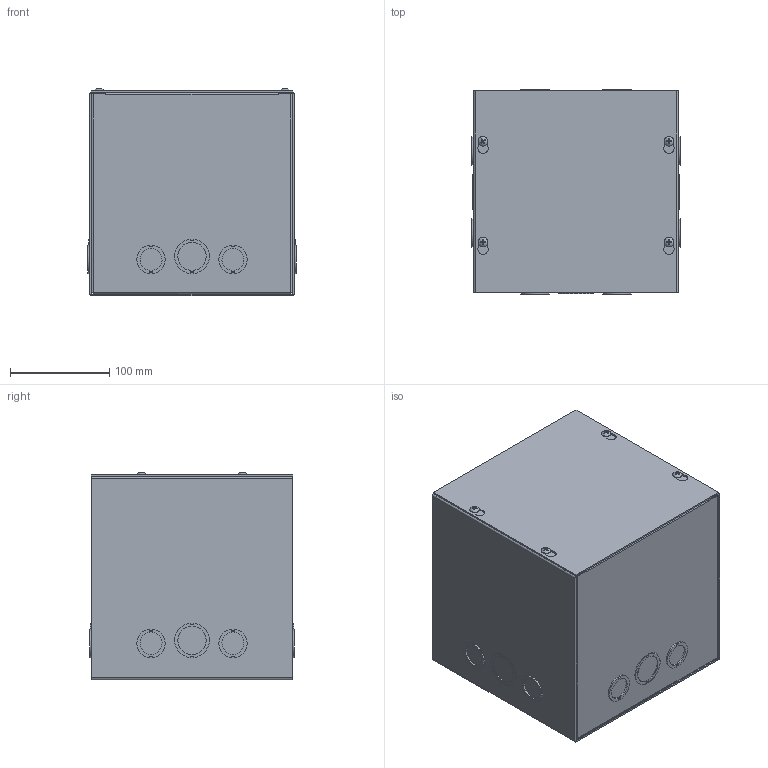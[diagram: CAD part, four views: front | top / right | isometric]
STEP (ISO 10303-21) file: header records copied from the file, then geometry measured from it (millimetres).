
FILE_DESCRIPTION(/* description */ ('SCG, BLR, 8X8X8'),/* implementation_level */ '2;1');
FILE_NAME(/* name */ 'SC080808G.stp',/* time_stamp */ '2015-03-31T20:00:25+06:00',/* author */ ('rsundaram'),/* organization */ (''),/* preprocessor_version */ 'ST-DEVELOPER v15.2',/* originating_system */ 'Autodesk Inventor 2014',/* authorisation */ '');
FILE_SCHEMA (('AUTOMOTIVE_DESIGN { 1 0 10303 214 3 1 1 }'));
Length unit declared in the file: inch
Products named in the file (5): SC080808GBLR; SC0808GTB; SC0808GLPA; 34056; SC080808G
Bounding box: 209.55 x 206.38 x 208.92 mm (x, y, z)
Volume: 435889.6 mm3; surface area: 563106.5 mm2
Topology: 23 solids, 25 shells, 604 faces, 1408 edges, 872 vertices
Faces by surface type: plane 416, cylinder 120, cone 40, torus 16, bspline 8, sphere 4
Full cylindrical faces by diameter (mm): 3.734 x4, 4.166 x4, 7.144 x4, 9.754 x4
Entity records: 11730 total; most frequent: CARTESIAN_POINT 2180, ORIENTED_EDGE 1930, DIRECTION 1836, EDGE_CURVE 893, LINE 690, VECTOR 690, AXIS2_PLACEMENT_3D 573, VERTEX_POINT 557
